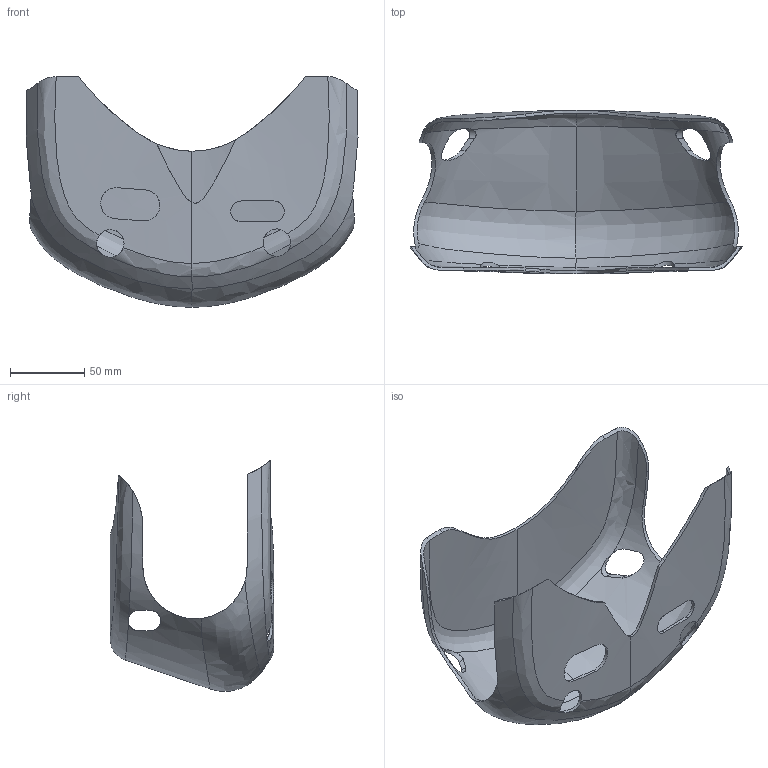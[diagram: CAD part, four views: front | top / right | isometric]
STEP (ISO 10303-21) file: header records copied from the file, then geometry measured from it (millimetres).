
FILE_DESCRIPTION(/* description */ (''),/* implementation_level */ '2;1');
FILE_NAME(/* name */ 'LSVE-Front Cover.step',/* time_stamp */ '2020-10-28T09:17:22-05:00',/* author */ (''),/* organization */ (''),/* preprocessor_version */ 'ST-DEVELOPER v18.1',/* originating_system */ 'Autodesk Translation Framework v9.3.0.1241',/* authorisation */ '');
FILE_SCHEMA (('AUTOMOTIVE_DESIGN { 1 0 10303 214 3 1 1 }'));
Length unit declared in the file: millimetre
Products named in the file (1): LSVE-Front Cover
Bounding box: 223.02 x 110 x 155.05 mm (x, y, z)
Volume: 124100.4 mm3; surface area: 127172 mm2
Topology: 1 solids, 1 shells, 72 faces, 246 edges, 168 vertices
Faces by surface type: bspline 35, cylinder 23, plane 14
Full cylindrical faces by diameter (mm): 18.439 x2
Entity records: 9065 total; most frequent: CARTESIAN_POINT 7396, ORIENTED_EDGE 492, EDGE_CURVE 246, B_SPLINE_CURVE_WITH_KNOTS 214, VERTEX_POINT 168, DIRECTION 108, EDGE_LOOP 76, FACE_OUTER_BOUND 72
